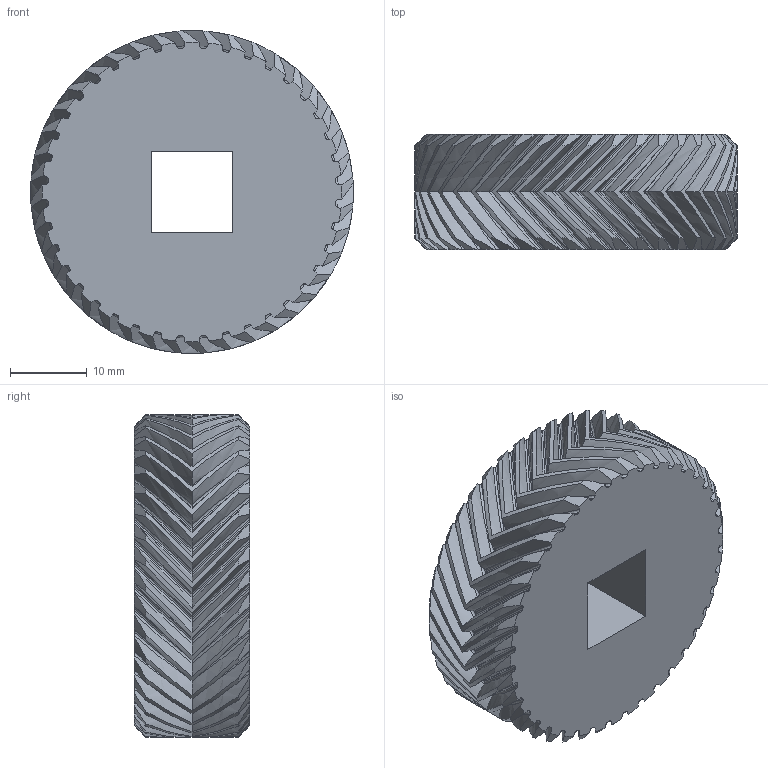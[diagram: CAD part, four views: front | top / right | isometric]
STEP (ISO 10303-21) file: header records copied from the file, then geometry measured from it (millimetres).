
FILE_DESCRIPTION(/* description */ ('STEP AP242','CAx-IF Rec.Pracs.---Representation and Presentation of Product Manufacturing Information (PMI)---4.0---2014-10-13','CAx-IF Rec.Pracs.---3D Tessellated Geometry---0.4---2014-09-14','2;1'),/* implementation_level */ '2;1');
FILE_NAME(/* name */ '67d6d6373098f53f31d4603d',/* time_stamp */ '2025-03-16T13:46:34Z',/* author */ (''),/* organization */ (''),/* preprocessor_version */ 'ST-DEVELOPER v20',/* originating_system */ 'ONSHAPE BY PTC INC, 1.195',/* authorisation */ ' ');
FILE_SCHEMA (('AP242_MANAGED_MODEL_BASED_3D_ENGINEERING_MIM_LF { 1 0 10303 442 1 1 4 }'));
Products named in the file (1): Wheel gear (40 teeth)
Bounding box: 42 x 15 x 42 mm (x, y, z)
Volume: 16912.9 mm3; surface area: 7364.5 mm2
Topology: 1 solids, 1 shells, 526 faces, 1492 edges, 888 vertices
Faces by surface type: bspline 320, cylinder 120, cone 80, plane 6
Entity records: 40662 total; most frequent: CARTESIAN_POINT 30587, ORIENTED_EDGE 2824, DIRECTION 1466, EDGE_CURVE 1412, VERTEX_POINT 888, AXIS2_PLACEMENT_3D 727, EDGE_LOOP 528, FACE_BOUND 528
